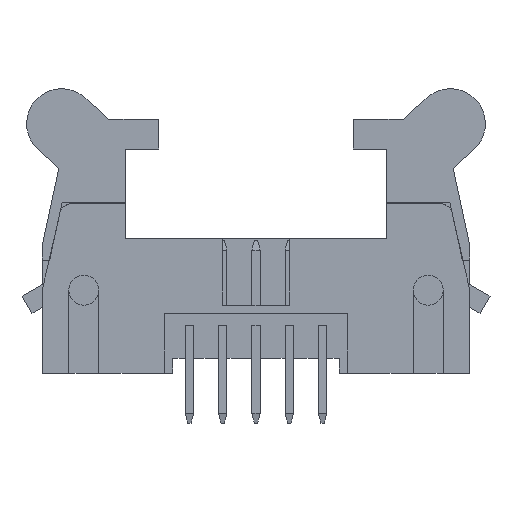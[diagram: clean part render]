
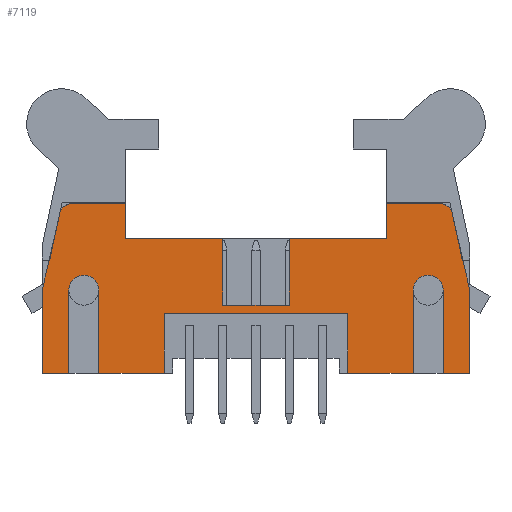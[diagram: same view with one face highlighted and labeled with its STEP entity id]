
A CAD part, left-side view. The second image highlights one B-rep face of the part: STEP entity #7119.
In plain terms, the highlighted face is planar.
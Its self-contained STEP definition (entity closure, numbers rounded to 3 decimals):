
#367=PLANE('',#7683);
#1146=LINE('',#11182,#2076);
#1149=LINE('',#11188,#2079);
#1180=LINE('',#11249,#2110);
#1184=LINE('',#11258,#2114);
#1204=LINE('',#11317,#2134);
#1223=LINE('',#11363,#2153);
#1226=LINE('',#11369,#2156);
#1232=LINE('',#11382,#2162);
#1240=LINE('',#11402,#2170);
#1243=LINE('',#11408,#2173);
#1246=LINE('',#11414,#2176);
#1248=LINE('',#11418,#2178);
#1252=LINE('',#11425,#2182);
#1254=LINE('',#11427,#2184);
#1271=LINE('',#11453,#2201);
#1275=LINE('',#11461,#2205);
#1281=LINE('',#11474,#2211);
#1285=LINE('',#11482,#2215);
#1287=LINE('',#11486,#2217);
#1288=LINE('',#11488,#2218);
#1289=LINE('',#11490,#2219);
#1290=LINE('',#11492,#2220);
#1291=LINE('',#11493,#2221);
#1292=LINE('',#11497,#2222);
#2076=VECTOR('',#9171,1000.);
#2079=VECTOR('',#9176,1000.);
#2110=VECTOR('',#9231,1000.);
#2114=VECTOR('',#9237,1000.);
#2134=VECTOR('',#9291,1000.);
#2153=VECTOR('',#9338,1000.);
#2156=VECTOR('',#9343,1000.);
#2162=VECTOR('',#9351,1000.);
#2170=VECTOR('',#9365,1000.);
#2173=VECTOR('',#9372,1000.);
#2176=VECTOR('',#9379,1000.);
#2178=VECTOR('',#9383,1000.);
#2182=VECTOR('',#9389,1000.);
#2184=VECTOR('',#9391,1000.);
#2201=VECTOR('',#9416,1000.);
#2205=VECTOR('',#9420,1000.);
#2211=VECTOR('',#9436,1000.);
#2215=VECTOR('',#9442,1000.);
#2217=VECTOR('',#9446,1000.);
#2218=VECTOR('',#9447,1000.);
#2219=VECTOR('',#9448,1000.);
#2220=VECTOR('',#9451,1000.);
#2221=VECTOR('',#9452,1000.);
#2222=VECTOR('',#9455,1000.);
#3998=ORIENTED_EDGE('',*,*,#5183,.F.);
#3999=ORIENTED_EDGE('',*,*,#5070,.F.);
#4000=ORIENTED_EDGE('',*,*,#5156,.F.);
#4001=ORIENTED_EDGE('',*,*,#5152,.F.);
#4002=ORIENTED_EDGE('',*,*,#5150,.F.);
#4003=ORIENTED_EDGE('',*,*,#5111,.F.);
#4004=ORIENTED_EDGE('',*,*,#5147,.F.);
#4005=ORIENTED_EDGE('',*,*,#5144,.F.);
#4006=ORIENTED_EDGE('',*,*,#5135,.F.);
#4007=ORIENTED_EDGE('',*,*,#5192,.F.);
#4008=ORIENTED_EDGE('',*,*,#5193,.T.);
#4009=ORIENTED_EDGE('',*,*,#5194,.T.);
#4010=ORIENTED_EDGE('',*,*,#5186,.F.);
#4011=ORIENTED_EDGE('',*,*,#5129,.F.);
#4012=ORIENTED_EDGE('',*,*,#5126,.F.);
#4013=ORIENTED_EDGE('',*,*,#5195,.F.);
#4014=ORIENTED_EDGE('',*,*,#5190,.F.);
#4015=ORIENTED_EDGE('',*,*,#5196,.F.);
#4016=ORIENTED_EDGE('',*,*,#5179,.F.);
#4017=ORIENTED_EDGE('',*,*,#5197,.F.);
#4018=ORIENTED_EDGE('',*,*,#5198,.F.);
#4019=ORIENTED_EDGE('',*,*,#5199,.F.);
#4020=ORIENTED_EDGE('',*,*,#5175,.F.);
#4021=ORIENTED_EDGE('',*,*,#5102,.F.);
#4022=ORIENTED_EDGE('',*,*,#5036,.F.);
#4023=ORIENTED_EDGE('',*,*,#5033,.T.);
#4024=ORIENTED_EDGE('',*,*,#5158,.F.);
#4025=ORIENTED_EDGE('',*,*,#5074,.F.);
#5033=EDGE_CURVE('',#5763,#5762,#1146,.T.);
#5036=EDGE_CURVE('',#5763,#5765,#1149,.T.);
#5070=EDGE_CURVE('',#5783,#5784,#1180,.T.);
#5074=EDGE_CURVE('',#5787,#5788,#1184,.T.);
#5102=EDGE_CURVE('',#5765,#5799,#1204,.T.);
#5111=EDGE_CURVE('',#5804,#5805,#5909,.T.);
#5126=EDGE_CURVE('',#5813,#5814,#1223,.T.);
#5129=EDGE_CURVE('',#5814,#5816,#1226,.T.);
#5135=EDGE_CURVE('',#5821,#5818,#1232,.T.);
#5144=EDGE_CURVE('',#5818,#5827,#1240,.T.);
#5147=EDGE_CURVE('',#5827,#5804,#1243,.T.);
#5150=EDGE_CURVE('',#5805,#5829,#1246,.T.);
#5152=EDGE_CURVE('',#5829,#5830,#1248,.T.);
#5156=EDGE_CURVE('',#5830,#5783,#1252,.T.);
#5158=EDGE_CURVE('',#5788,#5762,#1254,.T.);
#5175=EDGE_CURVE('',#5799,#5837,#1271,.T.);
#5179=EDGE_CURVE('',#5840,#5841,#1275,.T.);
#5183=EDGE_CURVE('',#5784,#5787,#5911,.T.);
#5186=EDGE_CURVE('',#5816,#5843,#1281,.T.);
#5190=EDGE_CURVE('',#5845,#5846,#1285,.T.);
#5192=EDGE_CURVE('',#5847,#5821,#1287,.T.);
#5193=EDGE_CURVE('',#5847,#5848,#1288,.T.);
#5194=EDGE_CURVE('',#5848,#5843,#1289,.T.);
#5195=EDGE_CURVE('',#5846,#5813,#5912,.T.);
#5196=EDGE_CURVE('',#5841,#5845,#1290,.T.);
#5197=EDGE_CURVE('',#5849,#5840,#1291,.T.);
#5198=EDGE_CURVE('',#5850,#5849,#5913,.T.);
#5199=EDGE_CURVE('',#5837,#5850,#1292,.T.);
#5762=VERTEX_POINT('',#11181);
#5763=VERTEX_POINT('',#11183);
#5765=VERTEX_POINT('',#11189);
#5783=VERTEX_POINT('',#11250);
#5784=VERTEX_POINT('',#11251);
#5787=VERTEX_POINT('',#11259);
#5788=VERTEX_POINT('',#11260);
#5799=VERTEX_POINT('',#11314);
#5804=VERTEX_POINT('',#11333);
#5805=VERTEX_POINT('',#11335);
#5813=VERTEX_POINT('',#11362);
#5814=VERTEX_POINT('',#11364);
#5816=VERTEX_POINT('',#11370);
#5818=VERTEX_POINT('',#11376);
#5821=VERTEX_POINT('',#11381);
#5827=VERTEX_POINT('',#11403);
#5829=VERTEX_POINT('',#11415);
#5830=VERTEX_POINT('',#11419);
#5837=VERTEX_POINT('',#11454);
#5840=VERTEX_POINT('',#11460);
#5841=VERTEX_POINT('',#11462);
#5843=VERTEX_POINT('',#11475);
#5845=VERTEX_POINT('',#11481);
#5846=VERTEX_POINT('',#11483);
#5847=VERTEX_POINT('',#11487);
#5848=VERTEX_POINT('',#11489);
#5849=VERTEX_POINT('',#11494);
#5850=VERTEX_POINT('',#11496);
#5909=CIRCLE('',#7655,0.75);
#5911=CIRCLE('',#7678,0.9);
#5912=CIRCLE('',#7684,0.75);
#5913=CIRCLE('',#7685,0.9);
#6289=EDGE_LOOP('',(#3998,#3999,#4000,#4001,#4002,#4003,#4004,#4005,#4006,
#4007,#4008,#4009,#4010,#4011,#4012,#4013,#4014,#4015,#4016,#4017,#4018,
#4019,#4020,#4021,#4022,#4023,#4024,#4025));
#6697=FACE_BOUND('',#6289,.T.);
#7119=ADVANCED_FACE('',(#6697),#367,.F.);
#7655=AXIS2_PLACEMENT_3D('',#11334,#9311,#9312);
#7678=AXIS2_PLACEMENT_3D('',#11468,#9426,#9427);
#7683=AXIS2_PLACEMENT_3D('',#11485,#9444,#9445);
#7684=AXIS2_PLACEMENT_3D('',#11491,#9449,#9450);
#7685=AXIS2_PLACEMENT_3D('',#11495,#9453,#9454);
#9171=DIRECTION('',(0.,0.,-1.));
#9176=DIRECTION('',(-1.,0.,0.));
#9231=DIRECTION('',(0.,0.,1.));
#9237=DIRECTION('',(0.,0.,-1.));
#9291=DIRECTION('',(0.,0.,-1.));
#9311=DIRECTION('',(0.,1.,0.));
#9312=DIRECTION('',(0.,0.,1.));
#9338=DIRECTION('',(1.,0.,0.));
#9343=DIRECTION('',(0.,0.,-1.));
#9351=DIRECTION('',(1.,0.,0.));
#9365=DIRECTION('',(0.,0.,1.));
#9372=DIRECTION('',(1.,0.,0.));
#9379=DIRECTION('',(0.225,0.,-0.974));
#9383=DIRECTION('',(0.,0.,-1.));
#9389=DIRECTION('',(-1.,0.,0.));
#9391=DIRECTION('',(-1.,0.,0.));
#9416=DIRECTION('',(-1.,0.,0.));
#9420=DIRECTION('',(-1.,0.,0.));
#9426=DIRECTION('',(0.,-1.,0.));
#9427=DIRECTION('',(1.,0.,0.));
#9436=DIRECTION('',(1.,0.,0.));
#9442=DIRECTION('',(0.225,0.,0.974));
#9444=DIRECTION('',(0.,1.,0.));
#9445=DIRECTION('',(0.,0.,1.));
#9446=DIRECTION('',(0.,0.,1.));
#9447=DIRECTION('',(-1.,0.,0.));
#9448=DIRECTION('',(0.,0.,1.));
#9449=DIRECTION('',(0.,1.,0.));
#9450=DIRECTION('',(0.,0.,1.));
#9451=DIRECTION('',(0.,0.,1.));
#9452=DIRECTION('',(0.,0.,-1.));
#9453=DIRECTION('',(0.,-1.,0.));
#9454=DIRECTION('',(1.,0.,0.));
#9455=DIRECTION('',(0.,0.,1.));
#11181=CARTESIAN_POINT('',(5.5,-3.,-5.));
#11182=CARTESIAN_POINT('',(5.5,-3.,-1.4));
#11183=CARTESIAN_POINT('',(5.5,-3.,-1.4));
#11188=CARTESIAN_POINT('',(5.5,-3.,-1.4));
#11189=CARTESIAN_POINT('',(-5.5,-3.,-1.4));
#11249=CARTESIAN_POINT('',(11.25,-3.,-5.));
#11250=CARTESIAN_POINT('',(11.25,-3.,-5.));
#11251=CARTESIAN_POINT('',(11.25,-3.,0.));
#11258=CARTESIAN_POINT('',(9.45,-3.,0.));
#11259=CARTESIAN_POINT('',(9.45,-3.,0.));
#11260=CARTESIAN_POINT('',(9.45,-3.,-5.));
#11314=CARTESIAN_POINT('',(-5.5,-3.,-5.));
#11317=CARTESIAN_POINT('',(-5.5,-3.,-1.4));
#11333=CARTESIAN_POINT('',(11.053,-3.,5.2));
#11334=CARTESIAN_POINT('',(11.053,-3.,4.45));
#11335=CARTESIAN_POINT('',(11.784,-3.,4.619));
#11362=CARTESIAN_POINT('',(-11.053,-3.,5.2));
#11363=CARTESIAN_POINT('',(-11.65,-3.,5.2));
#11364=CARTESIAN_POINT('',(-7.85,-3.,5.2));
#11369=CARTESIAN_POINT('',(-7.85,-3.,5.2));
#11370=CARTESIAN_POINT('',(-7.85,-3.,3.1));
#11376=CARTESIAN_POINT('',(7.85,-3.,3.1));
#11381=CARTESIAN_POINT('',(2.,-3.,3.1));
#11382=CARTESIAN_POINT('',(-7.85,-3.,3.1));
#11402=CARTESIAN_POINT('',(7.85,-3.,3.1));
#11403=CARTESIAN_POINT('',(7.85,-3.,5.2));
#11408=CARTESIAN_POINT('',(7.85,-3.,5.2));
#11414=CARTESIAN_POINT('',(11.65,-3.,5.2));
#11415=CARTESIAN_POINT('',(12.85,-3.,0.));
#11418=CARTESIAN_POINT('',(12.85,-3.,0.));
#11419=CARTESIAN_POINT('',(12.85,-3.,-5.));
#11425=CARTESIAN_POINT('',(12.85,-3.,-5.));
#11427=CARTESIAN_POINT('',(12.85,-3.,-5.));
#11453=CARTESIAN_POINT('',(-5.,-3.,-5.));
#11454=CARTESIAN_POINT('',(-9.45,-3.,-5.));
#11460=CARTESIAN_POINT('',(-11.25,-3.,-5.));
#11461=CARTESIAN_POINT('',(-5.,-3.,-5.));
#11462=CARTESIAN_POINT('',(-12.85,-3.,-5.));
#11468=CARTESIAN_POINT('',(10.35,-3.,0.));
#11474=CARTESIAN_POINT('',(-7.85,-3.,3.1));
#11475=CARTESIAN_POINT('',(-2.,-3.,3.1));
#11481=CARTESIAN_POINT('',(-12.85,-3.,0.));
#11482=CARTESIAN_POINT('',(-12.85,-3.,0.));
#11483=CARTESIAN_POINT('',(-11.784,-3.,4.619));
#11485=CARTESIAN_POINT('',(0.,-3.,0.));
#11486=CARTESIAN_POINT('',(2.,-3.,-0.9));
#11487=CARTESIAN_POINT('',(2.,-3.,-0.9));
#11488=CARTESIAN_POINT('',(2.,-3.,-0.9));
#11489=CARTESIAN_POINT('',(-2.,-3.,-0.9));
#11490=CARTESIAN_POINT('',(-2.,-3.,-0.9));
#11491=CARTESIAN_POINT('',(-11.053,-3.,4.45));
#11492=CARTESIAN_POINT('',(-12.85,-3.,-5.));
#11493=CARTESIAN_POINT('',(-11.25,-3.,0.));
#11494=CARTESIAN_POINT('',(-11.25,-3.,0.));
#11495=CARTESIAN_POINT('',(-10.35,-3.,0.));
#11496=CARTESIAN_POINT('',(-9.45,-3.,0.));
#11497=CARTESIAN_POINT('',(-9.45,-3.,-5.));
